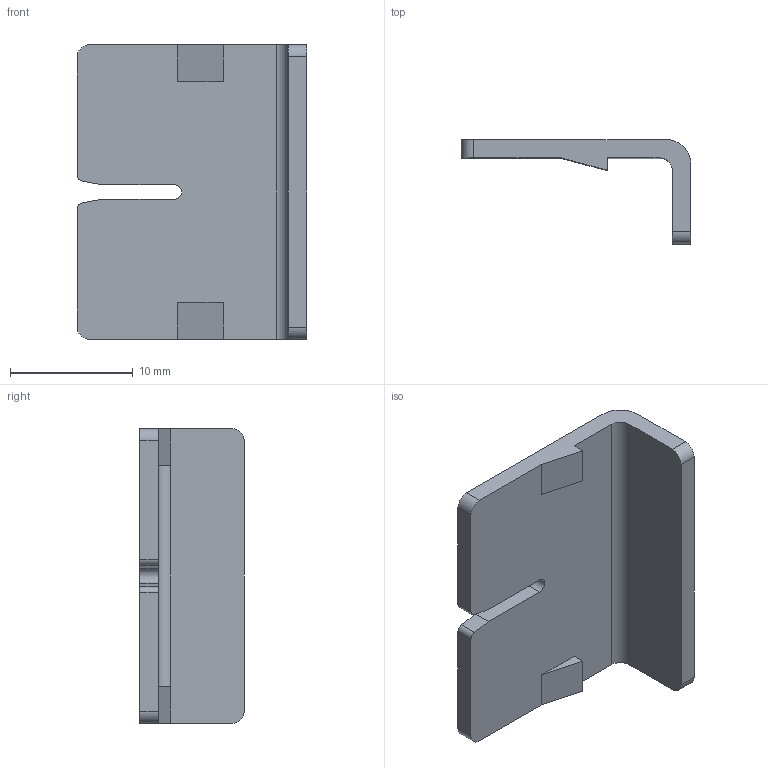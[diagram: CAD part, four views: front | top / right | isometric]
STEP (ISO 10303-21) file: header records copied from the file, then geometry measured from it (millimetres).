
FILE_DESCRIPTION (( 'STEP AP214' ), '1' );
FILE_NAME ('0026917.step', '2023-05-05T07:11:51', ( '' ), ( '' ), 'SwSTEP 2.0', 'SolidWorks 2020', '' );
FILE_SCHEMA (( 'AUTOMOTIVE_DESIGN' ));
Length unit declared in the file: millimetre
Products named in the file (1): 0026917
Bounding box: 18.7 x 8.5 x 24 mm (x, y, z)
Volume: 903.4 mm3; surface area: 1362.2 mm2
Topology: 1 solids, 1 shells, 28 faces, 78 edges, 52 vertices
Faces by surface type: plane 19, cylinder 9
Entity records: 934 total; most frequent: CARTESIAN_POINT 159, ORIENTED_EDGE 156, DIRECTION 154, EDGE_CURVE 78, LINE 60, VECTOR 60, VERTEX_POINT 52, AXIS2_PLACEMENT_3D 47
